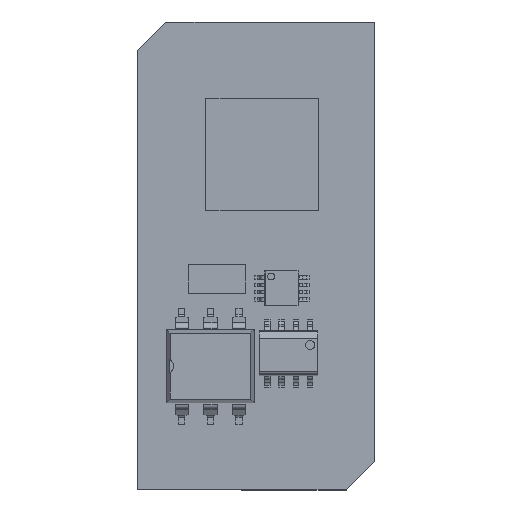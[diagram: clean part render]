
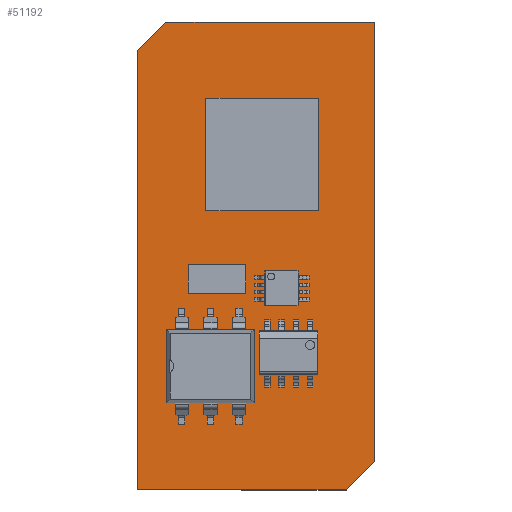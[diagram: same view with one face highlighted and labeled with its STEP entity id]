
A CAD part, top view. The second image highlights one B-rep face of the part: STEP entity #51192.
In plain terms, the highlighted planar face has unit normal (0, 0, 1).
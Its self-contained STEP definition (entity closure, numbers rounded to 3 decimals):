
#51052=CARTESIAN_POINT('',(-10.55,18.26,6.68));
#51053=VERTEX_POINT('',#51052);
#51060=CARTESIAN_POINT('',(-8.01,20.8,6.68));
#51061=VERTEX_POINT('',#51060);
#51062=CARTESIAN_POINT('',(-8.01,20.8,6.68));
#51063=DIRECTION('',(-0.707,-0.707,0.0));
#51064=VECTOR('',#51063,3.592);
#51065=LINE('',#51062,#51064);
#51066=EDGE_CURVE('',#51061,#51053,#51065,.T.);
#51092=CARTESIAN_POINT('',(10.55,-18.26,6.68));
#51093=VERTEX_POINT('',#51092);
#51100=CARTESIAN_POINT('',(8.01,-20.8,6.68));
#51101=VERTEX_POINT('',#51100);
#51102=CARTESIAN_POINT('',(8.01,-20.8,6.68));
#51103=DIRECTION('',(0.707,0.707,0.0));
#51104=VECTOR('',#51103,3.592);
#51105=LINE('',#51102,#51104);
#51106=EDGE_CURVE('',#51101,#51093,#51105,.T.);
#51155=CARTESIAN_POINT('',(0.,0.,6.68));
#51156=DIRECTION('',(0.0,0.0,1.0));
#51157=DIRECTION('',(1.0,0.0,0.0));
#51158=AXIS2_PLACEMENT_3D('',#51155,#51156,#51157);
#51159=PLANE('',#51158);
#51160=ORIENTED_EDGE('',*,*,#51066,.T.);
#51161=CARTESIAN_POINT('',(-10.55,-20.8,6.68));
#51162=VERTEX_POINT('',#51161);
#51163=CARTESIAN_POINT('',(-10.55,-20.8,6.68));
#51164=DIRECTION('',(0.0,1.0,0.0));
#51165=VECTOR('',#51164,39.06);
#51166=LINE('',#51163,#51165);
#51167=EDGE_CURVE('',#51162,#51053,#51166,.T.);
#51168=ORIENTED_EDGE('',*,*,#51167,.F.);
#51169=CARTESIAN_POINT('',(8.01,-20.8,6.68));
#51170=DIRECTION('',(-1.0,0.0,0.0));
#51171=VECTOR('',#51170,18.56);
#51172=LINE('',#51169,#51171);
#51173=EDGE_CURVE('',#51101,#51162,#51172,.T.);
#51174=ORIENTED_EDGE('',*,*,#51173,.F.);
#51175=ORIENTED_EDGE('',*,*,#51106,.T.);
#51176=CARTESIAN_POINT('',(10.55,20.8,6.68));
#51177=VERTEX_POINT('',#51176);
#51178=CARTESIAN_POINT('',(10.55,20.8,6.68));
#51179=DIRECTION('',(0.0,-1.0,0.0));
#51180=VECTOR('',#51179,39.06);
#51181=LINE('',#51178,#51180);
#51182=EDGE_CURVE('',#51177,#51093,#51181,.T.);
#51183=ORIENTED_EDGE('',*,*,#51182,.F.);
#51184=CARTESIAN_POINT('',(-8.01,20.8,6.68));
#51185=DIRECTION('',(1.0,0.0,0.0));
#51186=VECTOR('',#51185,18.56);
#51187=LINE('',#51184,#51186);
#51188=EDGE_CURVE('',#51061,#51177,#51187,.T.);
#51189=ORIENTED_EDGE('',*,*,#51188,.F.);
#51190=EDGE_LOOP('',(#51160,#51168,#51174,#51175,#51183,#51189));
#51191=FACE_OUTER_BOUND('',#51190,.T.);
#51192=ADVANCED_FACE('',(#51191),#51159,.T.);
